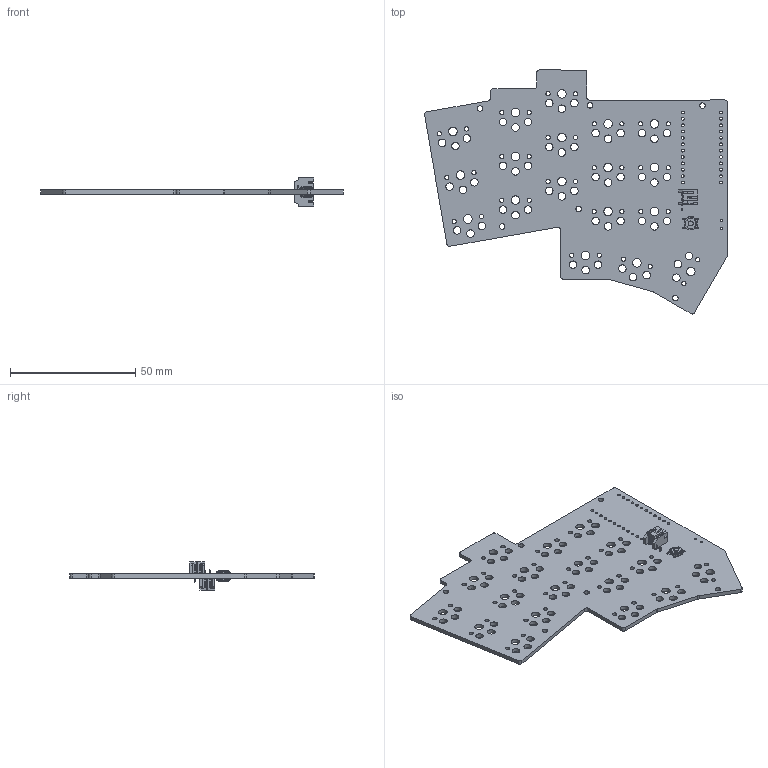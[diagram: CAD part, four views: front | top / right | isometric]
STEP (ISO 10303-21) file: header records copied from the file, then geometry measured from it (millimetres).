
FILE_DESCRIPTION(('KiCad electronic assembly'),'2;1');
FILE_NAME('split36_rev4.step','2024-07-30T17:03:40',('Pcbnew'),('Kicad') ,'Open CASCADE STEP processor 7.8','KiCad to STEP converter','Unknown' );
FILE_SCHEMA(('AUTOMOTIVE_DESIGN { 1 0 10303 214 1 1 1 1 }'));
Length unit declared in the file: millimetre
Products named in the file (6): split36_rev4 1; SW_SPST_TL3342; JST_PH_S2B-PH-K_1x02_P2.00mm_Horizontal; JST_S2B_PH_K; _autosave-split36_rev4_PCB
Assembly tree (7 placements, depth 3):
  split36_rev4 1
    SW_SPST_TL3342  x2
      SW_SPST_TL3342
    JST_PH_S2B-PH-K_1x02_P2.00mm_Horizontal  x2
      JST_S2B_PH_K
    _autosave-split36_rev4_PCB
Bounding box: 121 x 97.45 x 11.4 mm (x, y, z)
Volume: 11994 mm3; surface area: 17810 mm2
Topology: 5 solids, 7 shells, 783 faces, 2183 edges, 1428 vertices
Faces by surface type: plane 504, cylinder 245, bspline 32, torus 2
Full cylindrical faces by diameter (mm): 0.75 x4, 0.85 x2, 1.092 x24, 1.702 x36, 2 x2, 2.2 x6, 3 x54, 3.429 x18
Entity records: 19140 total; most frequent: CARTESIAN_POINT 3651, ORIENTED_EDGE 2708, DIRECTION 2656, EDGE_CURVE 1354, LINE 900, VECTOR 900, VERTEX_POINT 889, AXIS2_PLACEMENT_3D 878
